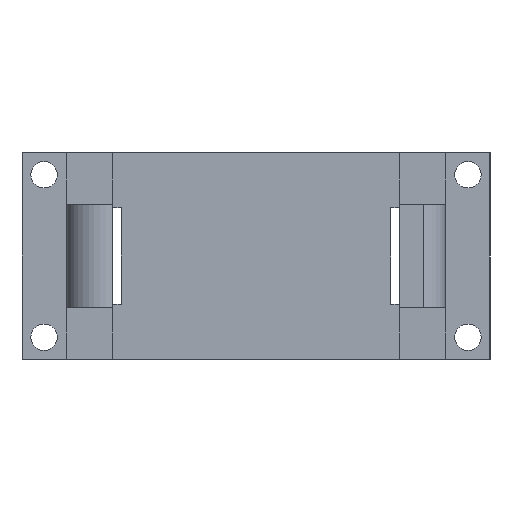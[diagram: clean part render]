
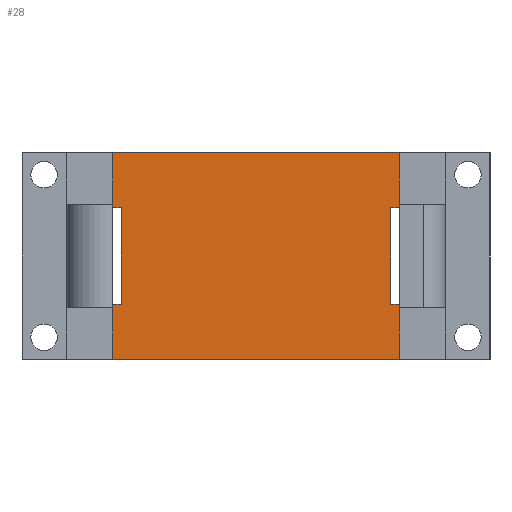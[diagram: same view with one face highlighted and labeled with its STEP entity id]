
A CAD part, left-side view. The second image highlights one B-rep face of the part: STEP entity #28.
In plain terms, the highlighted planar face has unit normal (-1, 0, 0).
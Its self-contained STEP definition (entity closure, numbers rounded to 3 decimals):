
#6 = LINE ( 'NONE', #999, #1856 ) ;
#28 = ADVANCED_FACE ( 'NONE', ( #2267 ), #248, .T. ) ;
#47 = CARTESIAN_POINT ( 'NONE',  ( -24.669, -5.7, -10.928 ) ) ;
#88 = EDGE_CURVE ( 'NONE', #675, #1998, #1078, .T. ) ;
#103 = VERTEX_POINT ( 'NONE', #1012 ) ;
#118 = CARTESIAN_POINT ( 'NONE',  ( -24.669, 5.7, -10.928 ) ) ;
#135 = DIRECTION ( 'NONE',  ( 0., 0., 1. ) ) ;
#172 = ORIENTED_EDGE ( 'NONE', *, *, #915, .F. ) ;
#248 = PLANE ( 'NONE',  #1551 ) ;
#274 = CARTESIAN_POINT ( 'NONE',  ( -24.669, 5.7, 4.687 ) ) ;
#312 = CARTESIAN_POINT ( 'NONE',  ( -24.669, -7.3, -2.187 ) ) ;
#373 = DIRECTION ( 'NONE',  ( 0., 0., 1. ) ) ;
#399 = VERTEX_POINT ( 'NONE', #1444 ) ;
#410 = VERTEX_POINT ( 'NONE', #1828 ) ;
#428 = ORIENTED_EDGE ( 'NONE', *, *, #88, .T. ) ;
#470 = VECTOR ( 'NONE', #373, 1000. ) ;
#492 = CARTESIAN_POINT ( 'NONE',  ( -24.669, 0., -4.688 ) ) ;
#499 = VECTOR ( 'NONE', #781, 1000. ) ;
#513 = ORIENTED_EDGE ( 'NONE', *, *, #1324, .T. ) ;
#524 = CARTESIAN_POINT ( 'NONE',  ( -24.669, -6.912, -2.187 ) ) ;
#581 = EDGE_LOOP ( 'NONE', ( #1717, #849, #428, #1967, #1389, #1545, #513, #172, #667, #2327, #587, #2032 ) ) ;
#587 = ORIENTED_EDGE ( 'NONE', *, *, #1368, .T. ) ;
#588 = EDGE_CURVE ( 'NONE', #1860, #399, #2065, .T. ) ;
#593 = DIRECTION ( 'NONE',  ( 0., -1., 0. ) ) ;
#605 = CARTESIAN_POINT ( 'NONE',  ( -24.669, 5.7, -2.188 ) ) ;
#616 = VERTEX_POINT ( 'NONE', #2030 ) ;
#634 = CARTESIAN_POINT ( 'NONE',  ( -24.669, -15.663, -2.187 ) ) ;
#646 = DIRECTION ( 'NONE',  ( 0., 0., 1. ) ) ;
#659 = LINE ( 'NONE', #2092, #470 ) ;
#661 = EDGE_CURVE ( 'NONE', #410, #1152, #1669, .T. ) ;
#667 = ORIENTED_EDGE ( 'NONE', *, *, #2228, .T. ) ;
#675 = VERTEX_POINT ( 'NONE', #312 ) ;
#687 = CARTESIAN_POINT ( 'NONE',  ( -24.669, 5.7, -10.928 ) ) ;
#734 = CARTESIAN_POINT ( 'NONE',  ( -24.669, -14.063, -2.188 ) ) ;
#744 = LINE ( 'NONE', #1568, #1691 ) ;
#769 = VERTEX_POINT ( 'NONE', #2369 ) ;
#773 = VERTEX_POINT ( 'NONE', #274 ) ;
#781 = DIRECTION ( 'NONE',  ( 0., 0., 1. ) ) ;
#806 = DIRECTION ( 'NONE',  ( 0., 1., 0. ) ) ;
#828 = DIRECTION ( 'NONE',  ( -1., 0., 0. ) ) ;
#849 = ORIENTED_EDGE ( 'NONE', *, *, #998, .T. ) ;
#859 = DIRECTION ( 'NONE',  ( 0., 0., 1. ) ) ;
#904 = VECTOR ( 'NONE', #859, 1000. ) ;
#912 = VECTOR ( 'NONE', #913, 1000. ) ;
#913 = DIRECTION ( 'NONE',  ( 0., 1., 0. ) ) ;
#915 = EDGE_CURVE ( 'NONE', #2055, #773, #1964, .T. ) ;
#998 = EDGE_CURVE ( 'NONE', #616, #675, #744, .T. ) ;
#999 = CARTESIAN_POINT ( 'NONE',  ( -24.669, -6.912, -15.728 ) ) ;
#1007 = LINE ( 'NONE', #2090, #499 ) ;
#1012 = CARTESIAN_POINT ( 'NONE',  ( -24.669, 5.312, -2.188 ) ) ;
#1078 = LINE ( 'NONE', #634, #1753 ) ;
#1079 = DIRECTION ( 'NONE',  ( 0., -1., 0. ) ) ;
#1088 = DIRECTION ( 'NONE',  ( 0., 1., 0. ) ) ;
#1135 = EDGE_CURVE ( 'NONE', #1998, #1860, #6, .T. ) ;
#1142 = DIRECTION ( 'NONE',  ( 0., 0., 1. ) ) ;
#1151 = VECTOR ( 'NONE', #135, 1000. ) ;
#1152 = VERTEX_POINT ( 'NONE', #605 ) ;
#1176 = CARTESIAN_POINT ( 'NONE',  ( -24.669, 5.312, 2.187 ) ) ;
#1258 = LINE ( 'NONE', #492, #1910 ) ;
#1259 = EDGE_CURVE ( 'NONE', #410, #616, #1258, .T. ) ;
#1324 = EDGE_CURVE ( 'NONE', #769, #773, #1469, .T. ) ;
#1368 = EDGE_CURVE ( 'NONE', #103, #1152, #2006, .T. ) ;
#1389 = ORIENTED_EDGE ( 'NONE', *, *, #588, .T. ) ;
#1418 = EDGE_CURVE ( 'NONE', #399, #769, #659, .T. ) ;
#1444 = CARTESIAN_POINT ( 'NONE',  ( -24.669, -7.3, 2.188 ) ) ;
#1469 = LINE ( 'NONE', #2249, #912 ) ;
#1545 = ORIENTED_EDGE ( 'NONE', *, *, #1418, .T. ) ;
#1551 = AXIS2_PLACEMENT_3D ( 'NONE', #47, #828, #1959 ) ;
#1552 = CARTESIAN_POINT ( 'NONE',  ( -24.669, -14.063, 2.187 ) ) ;
#1568 = CARTESIAN_POINT ( 'NONE',  ( -24.669, -7.3, -10.927 ) ) ;
#1638 = VECTOR ( 'NONE', #593, 1000. ) ;
#1644 = CARTESIAN_POINT ( 'NONE',  ( -24.669, -15.663, 2.188 ) ) ;
#1669 = LINE ( 'NONE', #687, #1151 ) ;
#1691 = VECTOR ( 'NONE', #1142, 1000. ) ;
#1717 = ORIENTED_EDGE ( 'NONE', *, *, #1259, .T. ) ;
#1753 = VECTOR ( 'NONE', #806, 1000. ) ;
#1828 = CARTESIAN_POINT ( 'NONE',  ( -24.669, 5.7, -4.688 ) ) ;
#1841 = DIRECTION ( 'NONE',  ( 0., -1., 0. ) ) ;
#1856 = VECTOR ( 'NONE', #646, 1000. ) ;
#1860 = VERTEX_POINT ( 'NONE', #2384 ) ;
#1910 = VECTOR ( 'NONE', #1079, 1000. ) ;
#1911 = CARTESIAN_POINT ( 'NONE',  ( -24.669, 5.7, 2.187 ) ) ;
#1959 = DIRECTION ( 'NONE',  ( 0., -1., 0. ) ) ;
#1964 = LINE ( 'NONE', #118, #904 ) ;
#1967 = ORIENTED_EDGE ( 'NONE', *, *, #1135, .T. ) ;
#1998 = VERTEX_POINT ( 'NONE', #524 ) ;
#2000 = LINE ( 'NONE', #1552, #1638 ) ;
#2006 = LINE ( 'NONE', #734, #2068 ) ;
#2030 = CARTESIAN_POINT ( 'NONE',  ( -24.669, -7.3, -4.687 ) ) ;
#2032 = ORIENTED_EDGE ( 'NONE', *, *, #661, .F. ) ;
#2055 = VERTEX_POINT ( 'NONE', #1911 ) ;
#2065 = LINE ( 'NONE', #1644, #2315 ) ;
#2068 = VECTOR ( 'NONE', #1088, 1000. ) ;
#2079 = EDGE_CURVE ( 'NONE', #103, #2279, #1007, .T. ) ;
#2090 = CARTESIAN_POINT ( 'NONE',  ( -24.669, 5.312, -15.728 ) ) ;
#2092 = CARTESIAN_POINT ( 'NONE',  ( -24.669, -7.3, -10.927 ) ) ;
#2228 = EDGE_CURVE ( 'NONE', #2055, #2279, #2000, .T. ) ;
#2249 = CARTESIAN_POINT ( 'NONE',  ( -24.669, -5.7, 4.687 ) ) ;
#2267 = FACE_OUTER_BOUND ( 'NONE', #581, .T. ) ;
#2279 = VERTEX_POINT ( 'NONE', #1176 ) ;
#2315 = VECTOR ( 'NONE', #1841, 1000. ) ;
#2327 = ORIENTED_EDGE ( 'NONE', *, *, #2079, .F. ) ;
#2369 = CARTESIAN_POINT ( 'NONE',  ( -24.669, -7.3, 4.688 ) ) ;
#2384 = CARTESIAN_POINT ( 'NONE',  ( -24.669, -6.912, 2.188 ) ) ;
